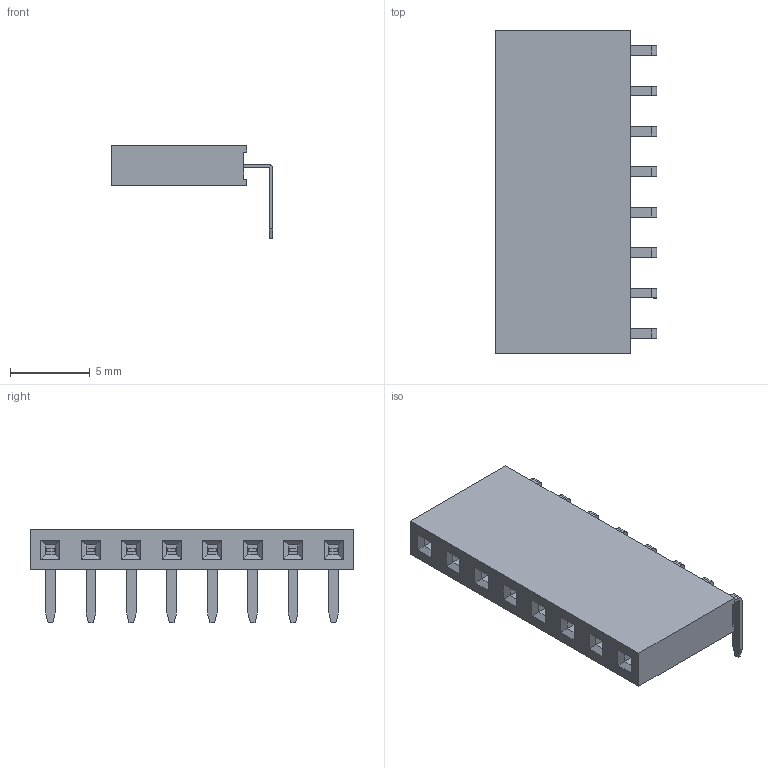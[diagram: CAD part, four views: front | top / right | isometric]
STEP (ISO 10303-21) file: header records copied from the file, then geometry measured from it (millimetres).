
FILE_DESCRIPTION(/* description */ ('model of PinSocket_1x08_P2.54mm_Horizontal'),/* implementation_level */ '2;1');
FILE_NAME(/* name */ 'PinSocket_1x08_P2.54mm_Horizontal.step',/* time_stamp */ '1970-01-01T00:00:00',/* author */ ('KiCAD','kicad'),/* organization */ ('OCCT'),/* preprocessor_version */ '',/* originating_system */ 'KiCAD',/* authorisation */ '');
FILE_SCHEMA(('AUTOMOTIVE_DESIGN { 1 0 10303 214 1 1 1 1 }'));
Length unit declared in the file: millimetre
Products named in the file (1): PinSocket_1x08_P2.54mm_Horizontal
Bounding box: 10.13 x 20.32 x 5.84 mm (x, y, z)
Volume: 416.4 mm3; surface area: 733.2 mm2
Topology: 1 solids, 1 shells, 250 faces, 664 edges, 432 vertices
Faces by surface type: plane 234, cylinder 16
Entity records: 4972 total; most frequent: ORIENTED_EDGE 996, EDGE_CURVE 664, CARTESIAN_POINT 620, LINE 598, VERTEX_POINT 432, FACE_BOUND 266, EDGE_LOOP 266, ADVANCED_FACE 250
